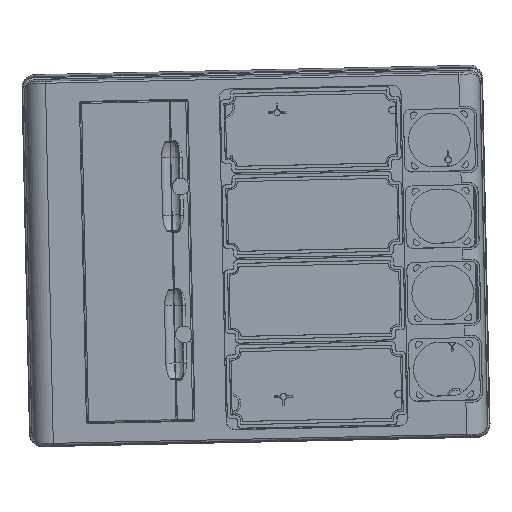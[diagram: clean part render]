
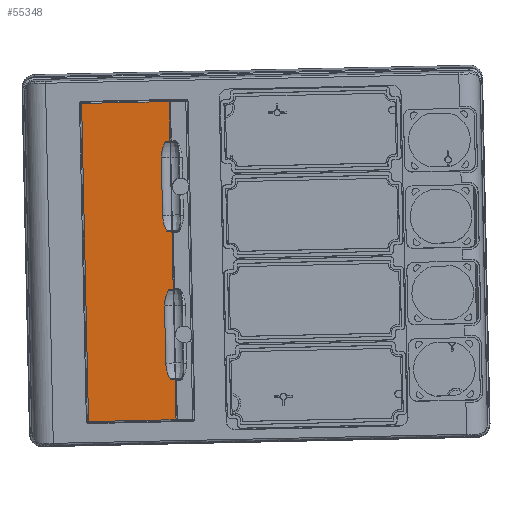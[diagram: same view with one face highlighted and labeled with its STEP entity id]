
A CAD part, top view. The second image highlights one B-rep face of the part: STEP entity #55348.
In plain terms, the highlighted face is planar.
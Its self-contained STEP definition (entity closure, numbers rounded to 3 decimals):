
#32133=DIRECTION('',(0.,1.,0.));
#32134=VECTOR('',#32133,48.581);
#32135=CARTESIAN_POINT('',(-101.463,-193.581,
55.));
#32136=LINE('',#32135,#32134);
#32145=DIRECTION('',(0.,1.,0.));
#32146=VECTOR('',#32145,70.);
#32147=CARTESIAN_POINT('',(-101.463,-35.,
55.));
#32148=LINE('',#32147,#32146);
#32704=CARTESIAN_POINT('',(-72.213,-125.,
55.));
#32705=DIRECTION('',(0.,0.,-1.));
#32706=DIRECTION('',(-0.882,-0.471,0.));
#32707=AXIS2_PLACEMENT_3D('',#32704,#32705,#32706);
#32709=CARTESIAN_POINT('',(-105.963,-143.,
55.));
#32710=DIRECTION('',(0.,0.,-1.));
#32711=DIRECTION('',(0.,-1.,0.));
#32712=AXIS2_PLACEMENT_3D('',#32709,#32710,#32711);
#32714=DIRECTION('',(-1.,0.,0.));
#32715=VECTOR('',#32714,4.5);
#32716=CARTESIAN_POINT('',(-101.463,-145.,
55.));
#32717=LINE('',#32716,#32715);
#32718=DIRECTION('',(-1.,0.,0.));
#32719=VECTOR('',#32718,106.438);
#32720=CARTESIAN_POINT('',(-101.463,-193.581,
55.));
#32721=LINE('',#32720,#32719);
#32722=DIRECTION('',(0.,1.,0.));
#32723=VECTOR('',#32722,387.163);
#32724=CARTESIAN_POINT('',(-207.901,-193.581,
55.));
#32725=LINE('',#32724,#32723);
#32726=DIRECTION('',(1.,0.,0.));
#32727=VECTOR('',#32726,106.438);
#32728=CARTESIAN_POINT('',(-207.901,193.581,
55.));
#32729=LINE('',#32728,#32727);
#32730=DIRECTION('',(0.,-1.,0.));
#32731=VECTOR('',#32730,48.581);
#32732=CARTESIAN_POINT('',(-101.463,193.581,
55.));
#32733=LINE('',#32732,#32731);
#32734=DIRECTION('',(-1.,0.,0.));
#32735=VECTOR('',#32734,4.5);
#32736=CARTESIAN_POINT('',(-101.463,145.,
55.));
#32737=LINE('',#32736,#32735);
#32738=CARTESIAN_POINT('',(-105.963,143.,
55.));
#32739=DIRECTION('',(0.,0.,1.));
#32740=DIRECTION('',(0.,1.,0.));
#32741=AXIS2_PLACEMENT_3D('',#32738,#32739,#32740);
#32743=CARTESIAN_POINT('',(-72.213,125.,
55.));
#32744=DIRECTION('',(0.,0.,1.));
#32745=DIRECTION('',(-0.882,0.471,0.));
#32746=AXIS2_PLACEMENT_3D('',#32743,#32744,#32745);
#32748=DIRECTION('',(0.,-1.,0.));
#32749=VECTOR('',#32748,70.);
#32750=CARTESIAN_POINT('',(-112.463,125.,
55.));
#32751=LINE('',#32750,#32749);
#32752=CARTESIAN_POINT('',(-72.213,55.,
55.));
#32753=DIRECTION('',(0.,0.,-1.));
#32754=DIRECTION('',(-0.882,-0.471,0.));
#32755=AXIS2_PLACEMENT_3D('',#32752,#32753,#32754);
#32757=CARTESIAN_POINT('',(-105.963,37.,
55.));
#32758=DIRECTION('',(0.,0.,-1.));
#32759=DIRECTION('',(0.,-1.,0.));
#32760=AXIS2_PLACEMENT_3D('',#32757,#32758,#32759);
#32762=DIRECTION('',(-1.,0.,0.));
#32763=VECTOR('',#32762,4.5);
#32764=CARTESIAN_POINT('',(-101.463,35.,
55.));
#32765=LINE('',#32764,#32763);
#32766=DIRECTION('',(-1.,0.,0.));
#32767=VECTOR('',#32766,4.5);
#32768=CARTESIAN_POINT('',(-101.463,-35.,
55.));
#32769=LINE('',#32768,#32767);
#32770=CARTESIAN_POINT('',(-105.963,-37.,
55.));
#32771=DIRECTION('',(0.,0.,1.));
#32772=DIRECTION('',(0.,1.,0.));
#32773=AXIS2_PLACEMENT_3D('',#32770,#32771,#32772);
#32775=CARTESIAN_POINT('',(-72.213,-55.,
55.));
#32776=DIRECTION('',(0.,0.,1.));
#32777=DIRECTION('',(-0.882,0.471,0.));
#32778=AXIS2_PLACEMENT_3D('',#32775,#32776,#32777);
#32794=DIRECTION('',(0.,1.,0.));
#32795=VECTOR('',#32794,70.);
#32796=CARTESIAN_POINT('',(-112.463,-125.,
55.));
#32797=LINE('',#32796,#32795);
#38833=CARTESIAN_POINT('',(-207.901,-193.581,
55.));
#38834=CARTESIAN_POINT('',(-207.901,193.581,
55.));
#38835=VERTEX_POINT('',#38833);
#38836=VERTEX_POINT('',#38834);
#38837=CARTESIAN_POINT('',(-101.463,193.581,
55.));
#38838=VERTEX_POINT('',#38837);
#38839=CARTESIAN_POINT('',(-101.463,-193.581,
55.));
#38840=VERTEX_POINT('',#38839);
#38869=CARTESIAN_POINT('',(-107.728,143.941,
55.));
#38870=CARTESIAN_POINT('',(-112.463,125.,
55.));
#38871=VERTEX_POINT('',#38869);
#38872=VERTEX_POINT('',#38870);
#38873=CARTESIAN_POINT('',(-105.963,145.,
55.));
#38874=VERTEX_POINT('',#38873);
#38875=CARTESIAN_POINT('',(-101.463,145.,
55.));
#38876=VERTEX_POINT('',#38875);
#38877=CARTESIAN_POINT('',(-107.728,36.059,
55.));
#38878=CARTESIAN_POINT('',(-112.463,55.,
55.));
#38879=VERTEX_POINT('',#38877);
#38880=VERTEX_POINT('',#38878);
#38881=CARTESIAN_POINT('',(-105.963,35.,
55.));
#38882=VERTEX_POINT('',#38881);
#38883=CARTESIAN_POINT('',(-101.463,35.,
55.));
#38884=VERTEX_POINT('',#38883);
#38886=CARTESIAN_POINT('',(-112.463,-125.,
55.));
#38888=VERTEX_POINT('',#38886);
#38890=CARTESIAN_POINT('',(-107.728,-143.941,
55.));
#38892=VERTEX_POINT('',#38890);
#38894=CARTESIAN_POINT('',(-105.963,-145.,
55.));
#38896=VERTEX_POINT('',#38894);
#38898=CARTESIAN_POINT('',(-112.463,-55.,
55.));
#38900=VERTEX_POINT('',#38898);
#38902=CARTESIAN_POINT('',(-107.728,-36.059,
55.));
#38904=VERTEX_POINT('',#38902);
#38906=CARTESIAN_POINT('',(-105.963,-35.,
55.));
#38908=VERTEX_POINT('',#38906);
#38909=CARTESIAN_POINT('',(-101.463,-35.,
55.));
#38910=VERTEX_POINT('',#38909);
#38911=CARTESIAN_POINT('',(-101.463,-145.,
55.));
#38912=VERTEX_POINT('',#38911);
#55307=CARTESIAN_POINT('',(-146.12,0.,
55.));
#55308=DIRECTION('',(0.,0.,1.));
#55309=DIRECTION('',(1.,0.,0.));
#55310=AXIS2_PLACEMENT_3D('',#55307,#55308,#55309);
#55311=PLANE('',#55310);
#55313=ORIENTED_EDGE('',*,*,#55312,.F.);
#55315=ORIENTED_EDGE('',*,*,#55314,.F.);
#55317=ORIENTED_EDGE('',*,*,#55316,.F.);
#55318=ORIENTED_EDGE('',*,*,#54780,.F.);
#55319=ORIENTED_EDGE('',*,*,#55290,.T.);
#55320=ORIENTED_EDGE('',*,*,#54691,.T.);
#55321=ORIENTED_EDGE('',*,*,#54761,.T.);
#55322=ORIENTED_EDGE('',*,*,#54812,.T.);
#55324=ORIENTED_EDGE('',*,*,#55323,.T.);
#55326=ORIENTED_EDGE('',*,*,#55325,.T.);
#55328=ORIENTED_EDGE('',*,*,#55327,.T.);
#55330=ORIENTED_EDGE('',*,*,#55329,.T.);
#55332=ORIENTED_EDGE('',*,*,#55331,.F.);
#55334=ORIENTED_EDGE('',*,*,#55333,.F.);
#55336=ORIENTED_EDGE('',*,*,#55335,.F.);
#55337=ORIENTED_EDGE('',*,*,#54796,.F.);
#55339=ORIENTED_EDGE('',*,*,#55338,.T.);
#55341=ORIENTED_EDGE('',*,*,#55340,.T.);
#55343=ORIENTED_EDGE('',*,*,#55342,.T.);
#55345=ORIENTED_EDGE('',*,*,#55344,.F.);
#55346=EDGE_LOOP('',(#55313,#55315,#55317,#55318,#55319,#55320,#55321,#55322,
#55324,#55326,#55328,#55330,#55332,#55334,#55336,#55337,#55339,#55341,#55343,
#55345));
#55347=FACE_OUTER_BOUND('',#55346,.F.);
#55348=ADVANCED_FACE('',(#55347),#55311,.T.);
#32708=CIRCLE('',#32707,40.25);
#32713=CIRCLE('',#32712,2.);
#32742=CIRCLE('',#32741,2.);
#32747=CIRCLE('',#32746,40.25);
#32756=CIRCLE('',#32755,40.25);
#32761=CIRCLE('',#32760,2.);
#32774=CIRCLE('',#32773,2.);
#32779=CIRCLE('',#32778,40.25);
#54691=EDGE_CURVE('',#38835,#38836,#32725,.T.);
#54761=EDGE_CURVE('',#38836,#38838,#32729,.T.);
#54780=EDGE_CURVE('',#38840,#38912,#32136,.T.);
#54796=EDGE_CURVE('',#38910,#38884,#32148,.T.);
#54812=EDGE_CURVE('',#38838,#38876,#32733,.T.);
#55290=EDGE_CURVE('',#38840,#38835,#32721,.T.);
#55312=EDGE_CURVE('',#38892,#38888,#32708,.T.);
#55314=EDGE_CURVE('',#38896,#38892,#32713,.T.);
#55316=EDGE_CURVE('',#38912,#38896,#32717,.T.);
#55323=EDGE_CURVE('',#38876,#38874,#32737,.T.);
#55325=EDGE_CURVE('',#38874,#38871,#32742,.T.);
#55327=EDGE_CURVE('',#38871,#38872,#32747,.T.);
#55329=EDGE_CURVE('',#38872,#38880,#32751,.T.);
#55331=EDGE_CURVE('',#38879,#38880,#32756,.T.);
#55333=EDGE_CURVE('',#38882,#38879,#32761,.T.);
#55335=EDGE_CURVE('',#38884,#38882,#32765,.T.);
#55338=EDGE_CURVE('',#38910,#38908,#32769,.T.);
#55340=EDGE_CURVE('',#38908,#38904,#32774,.T.);
#55342=EDGE_CURVE('',#38904,#38900,#32779,.T.);
#55344=EDGE_CURVE('',#38888,#38900,#32797,.T.);
